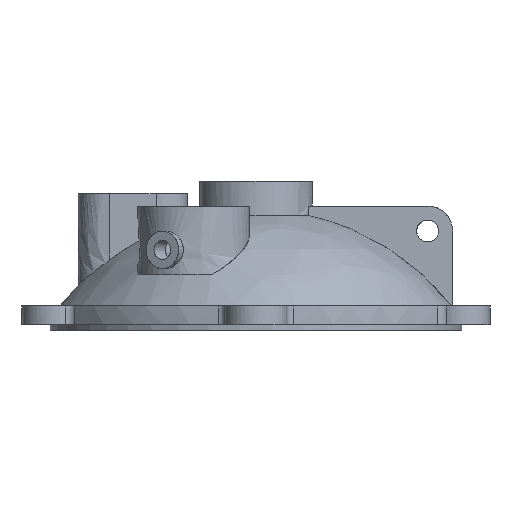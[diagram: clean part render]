
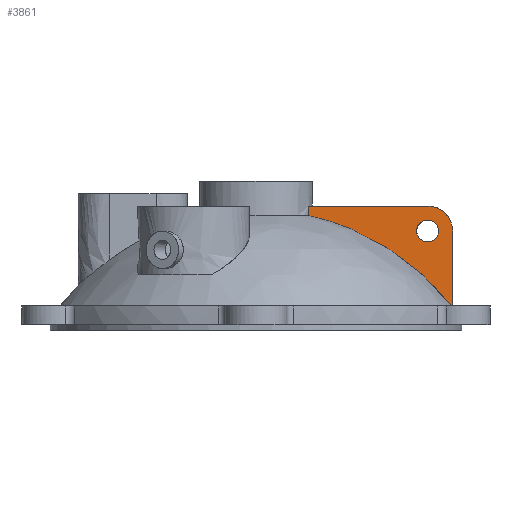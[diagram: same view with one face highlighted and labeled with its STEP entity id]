
A CAD part, left-side view. The second image highlights one B-rep face of the part: STEP entity #3861.
In plain terms, the highlighted free-form (B-spline) face has degree [1, 1] with [2, 2] control points.
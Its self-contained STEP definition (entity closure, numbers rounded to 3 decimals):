
#3861 = ADVANCED_FACE('',(#3862,#3908),#3922,.T.);
#3862 = FACE_BOUND('',#3863,.T.);
#3863 = EDGE_LOOP('',(#3864,#3874,#3881,#3888,#3896,#3903));
#3864 = ORIENTED_EDGE('',*,*,#3865,.T.);
#3865 = EDGE_CURVE('',#3866,#3868,#3870,.T.);
#3866 = VERTEX_POINT('',#3867);
#3867 = CARTESIAN_POINT('',(-13.98,-146.793,
    69.901));
#3868 = VERTEX_POINT('',#3869);
#3869 = CARTESIAN_POINT('',(-13.98,-128.153,
    88.542));
#3870 = ( BOUNDED_CURVE() B_SPLINE_CURVE(2,(#3871,#3872,#3873),
.UNSPECIFIED.,.F.,.F.) B_SPLINE_CURVE_WITH_KNOTS((3,3),(3.142,
4.712),.PIECEWISE_BEZIER_KNOTS.) CURVE() 
GEOMETRIC_REPRESENTATION_ITEM() RATIONAL_B_SPLINE_CURVE((1.,
0.707,1.)) REPRESENTATION_ITEM('') );
#3871 = CARTESIAN_POINT('',(-13.98,-146.793,
    69.901));
#3872 = CARTESIAN_POINT('',(-13.98,-146.793,
    88.542));
#3873 = CARTESIAN_POINT('',(-13.98,-128.153,
    88.542));
#3874 = ORIENTED_EDGE('',*,*,#3875,.T.);
#3875 = EDGE_CURVE('',#3868,#3876,#3878,.T.);
#3876 = VERTEX_POINT('',#3877);
#3877 = CARTESIAN_POINT('',(-13.98,-39.542,
    88.542));
#3878 = B_SPLINE_CURVE_WITH_KNOTS('',1,(#3879,#3880),.UNSPECIFIED.,.F.,
  .F.,(2,2),(0.,95.074),.PIECEWISE_BEZIER_KNOTS.);
#3879 = CARTESIAN_POINT('',(-13.98,-128.153,
    88.542));
#3880 = CARTESIAN_POINT('',(-13.98,-39.542,
    88.542));
#3881 = ORIENTED_EDGE('',*,*,#3882,.T.);
#3882 = EDGE_CURVE('',#3876,#3883,#3885,.T.);
#3883 = VERTEX_POINT('',#3884);
#3884 = CARTESIAN_POINT('',(-13.98,-39.542,
    81.37));
#3885 = B_SPLINE_CURVE_WITH_KNOTS('',1,(#3886,#3887),.UNSPECIFIED.,.F.,
  .F.,(2,2),(0.,7.695),.PIECEWISE_BEZIER_KNOTS.);
#3886 = CARTESIAN_POINT('',(-13.98,-39.542,
    88.542));
#3887 = CARTESIAN_POINT('',(-13.98,-39.542,
    81.37));
#3888 = ORIENTED_EDGE('',*,*,#3889,.T.);
#3889 = EDGE_CURVE('',#3883,#3890,#3892,.T.);
#3890 = VERTEX_POINT('',#3891);
#3891 = CARTESIAN_POINT('',(-13.98,-145.53,
    13.98));
#3892 = ( BOUNDED_CURVE() B_SPLINE_CURVE(2,(#3893,#3894,#3895),
.UNSPECIFIED.,.F.,.F.) B_SPLINE_CURVE_WITH_KNOTS((3,3),(0.217,
0.916),.PIECEWISE_BEZIER_KNOTS.) CURVE() 
GEOMETRIC_REPRESENTATION_ITEM() RATIONAL_B_SPLINE_CURVE((1.,
0.94,1.)) REPRESENTATION_ITEM('') );
#3893 = CARTESIAN_POINT('',(-13.98,-39.542,
    81.37));
#3894 = CARTESIAN_POINT('',(-13.98,-104.805,
    66.972));
#3895 = CARTESIAN_POINT('',(-13.98,-145.53,
    13.98));
#3896 = ORIENTED_EDGE('',*,*,#3897,.T.);
#3897 = EDGE_CURVE('',#3890,#3898,#3900,.T.);
#3898 = VERTEX_POINT('',#3899);
#3899 = CARTESIAN_POINT('',(-13.98,-146.793,
    13.98));
#3900 = B_SPLINE_CURVE_WITH_KNOTS('',1,(#3901,#3902),.UNSPECIFIED.,.F.,
  .F.,(2,2),(0.,1.355),.PIECEWISE_BEZIER_KNOTS.);
#3901 = CARTESIAN_POINT('',(-13.98,-145.53,
    13.98));
#3902 = CARTESIAN_POINT('',(-13.98,-146.793,
    13.98));
#3903 = ORIENTED_EDGE('',*,*,#3904,.T.);
#3904 = EDGE_CURVE('',#3898,#3866,#3905,.T.);
#3905 = B_SPLINE_CURVE_WITH_KNOTS('',1,(#3906,#3907),.UNSPECIFIED.,.F.,
  .F.,(2,2),(0.,60.),.PIECEWISE_BEZIER_KNOTS.);
#3906 = CARTESIAN_POINT('',(-13.98,-146.793,
    13.98));
#3907 = CARTESIAN_POINT('',(-13.98,-146.793,
    69.901));
#3908 = FACE_BOUND('',#3909,.T.);
#3909 = EDGE_LOOP('',(#3910));
#3910 = ORIENTED_EDGE('',*,*,#3911,.T.);
#3911 = EDGE_CURVE('',#3912,#3912,#3914,.T.);
#3912 = VERTEX_POINT('',#3913);
#3913 = CARTESIAN_POINT('',(-13.98,-128.153,
    61.746));
#3914 = ( BOUNDED_CURVE() B_SPLINE_CURVE(2,(#3915,#3916,#3917,#3918,
#3919,#3920,#3921),.UNSPECIFIED.,.T.,.F.) B_SPLINE_CURVE_WITH_KNOTS((1,2
    ,2,2,2,1),(-2.094,0.,2.094,4.189,
6.283,8.378),.UNSPECIFIED.) CURVE() 
GEOMETRIC_REPRESENTATION_ITEM() RATIONAL_B_SPLINE_CURVE((1.,0.5,1.,0.5,
1.,0.5,1.)) REPRESENTATION_ITEM('') );
#3915 = CARTESIAN_POINT('',(-13.98,-128.153,
    61.746));
#3916 = CARTESIAN_POINT('',(-13.98,-114.027,
    61.746));
#3917 = CARTESIAN_POINT('',(-13.98,-121.09,
    73.979));
#3918 = CARTESIAN_POINT('',(-13.98,-128.153,
    86.212));
#3919 = CARTESIAN_POINT('',(-13.98,-135.215,
    73.979));
#3920 = CARTESIAN_POINT('',(-13.98,-142.278,
    61.746));
#3921 = CARTESIAN_POINT('',(-13.98,-128.153,
    61.746));
#3922 = B_SPLINE_SURFACE_WITH_KNOTS('',1,1,(
    (#3923,#3924)
    ,(#3925,#3926
    )),.UNSPECIFIED.,.F.,.F.,.F.,(2,2),(2,2),(-95.,-15.),(
    42.426,157.5),.PIECEWISE_BEZIER_KNOTS.);
#3923 = CARTESIAN_POINT('',(-13.98,-39.542,
    88.542));
#3924 = CARTESIAN_POINT('',(-13.98,-146.793,
    88.542));
#3925 = CARTESIAN_POINT('',(-13.98,-39.542,
    13.98));
#3926 = CARTESIAN_POINT('',(-13.98,-146.793,
    13.98));
